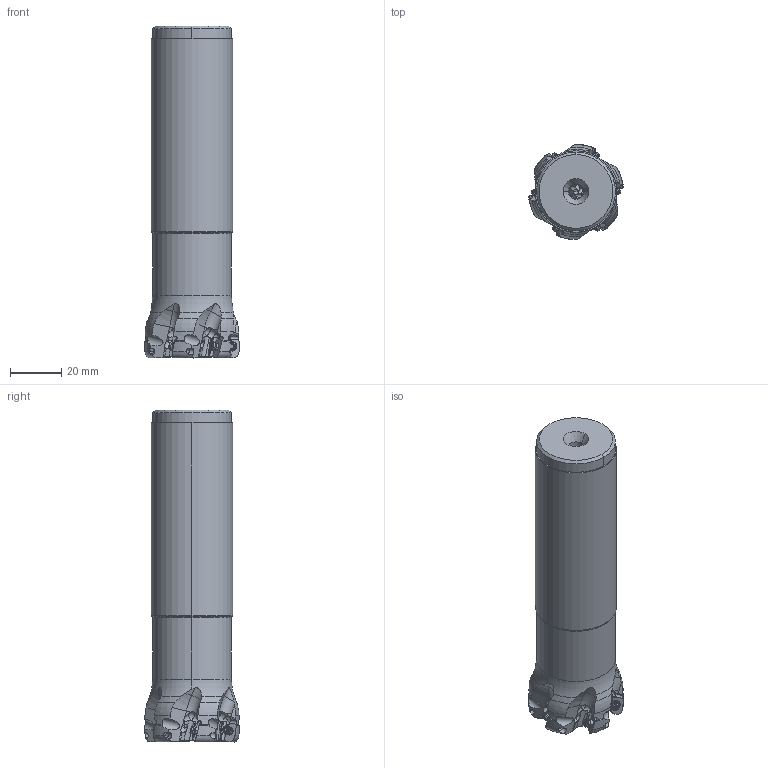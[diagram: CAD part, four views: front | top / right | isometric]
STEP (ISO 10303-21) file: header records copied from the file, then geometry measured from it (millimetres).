
FILE_DESCRIPTION(/* description */ (''),/* implementation_level */ '2;1');
FILE_NAME(/* name */ 'APX3000UR246SA20SB.stp',/* time_stamp */ '2021-09-08T11:45:24+09:00',/* author */ (''),/* organization */ (''),/* preprocessor_version */ 'ST-DEVELOPER v16',/* originating_system */ 'SIEMENS PLM Software NX 10.0',/* authorisation */ '');
FILE_SCHEMA (('AUTOMOTIVE_DESIGN { 1 0 10303 214 3 1 1 1 }'));
Length unit declared in the file: millimetre
Products named in the file (1): APX3000UR246SA20SB_ASM
Bounding box: 36.7 x 37.01 x 129.41 mm (x, y, z)
Volume: 96532.2 mm3; surface area: 18640.5 mm2
Topology: 7 solids, 7 shells, 583 faces, 1830 edges, 1270 vertices
Faces by surface type: cylinder 256, plane 147, cone 98, torus 46, sphere 30, bspline 6
Entity records: 27529 total; most frequent: CARTESIAN_POINT 11378, ORIENTED_EDGE 3604, DIRECTION 3120, EDGE_CURVE 1802, AXIS2_PLACEMENT_3D 1311, VERTEX_POINT 1230, B_SPLINE_CURVE_WITH_KNOTS 612, EDGE_LOOP 604
